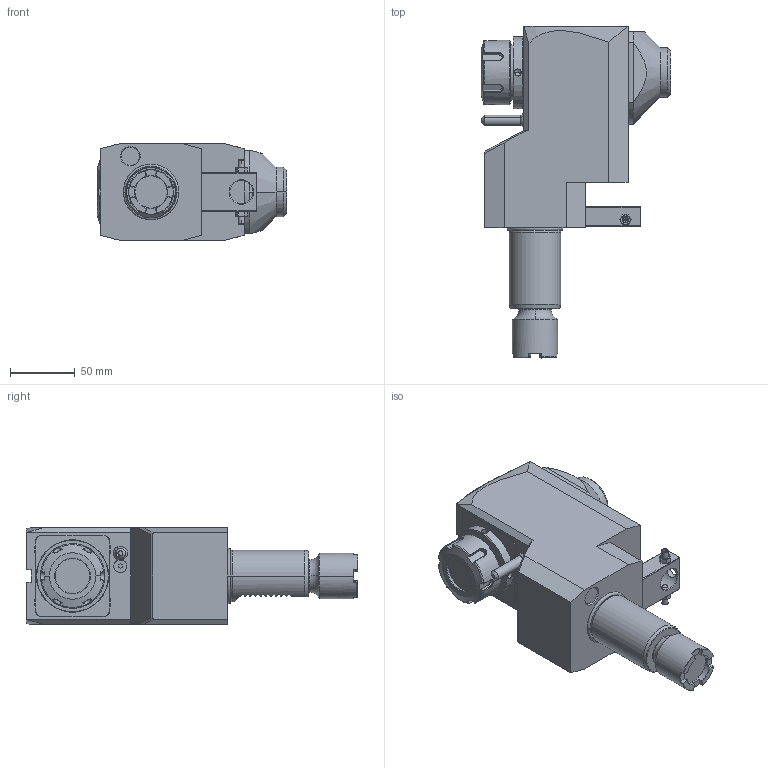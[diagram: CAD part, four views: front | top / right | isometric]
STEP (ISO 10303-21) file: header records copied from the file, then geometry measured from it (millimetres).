
FILE_DESCRIPTION((''),'2;1');
FILE_NAME('NGT1_40_451_32_3_2_120JB','2022-02-15T',('vali'),('NOVA GRUP'),'PRO/ENGINEER BY PARAMETRIC TECHNOLOGY CORPORATION, 2010280','PRO/ENGINEER BY PARAMETRIC TECHNOLOGY CORPORATION, 2010280','');
FILE_SCHEMA(('CONFIG_CONTROL_DESIGN'));
Length unit declared in the file: millimetre
Products named in the file (1): NGT1_40_451_32_3_2_120JB
Bounding box: 146.6 x 257 x 75 mm (x, y, z)
Volume: 1257736 mm3; surface area: 96367.5 mm2
Topology: 1 solids, 1 shells, 480 faces, 1241 edges, 767 vertices
Faces by surface type: plane 217, cone 89, cylinder 89, bspline 66, torus 15, extrusion 2, sphere 2
Entity records: 20096 total; most frequent: CARTESIAN_POINT 9333, ORIENTED_EDGE 2442, DIRECTION 1867, EDGE_CURVE 1221, VERTEX_POINT 767, AXIS2_PLACEMENT_3D 650, VECTOR 567, LINE 565
